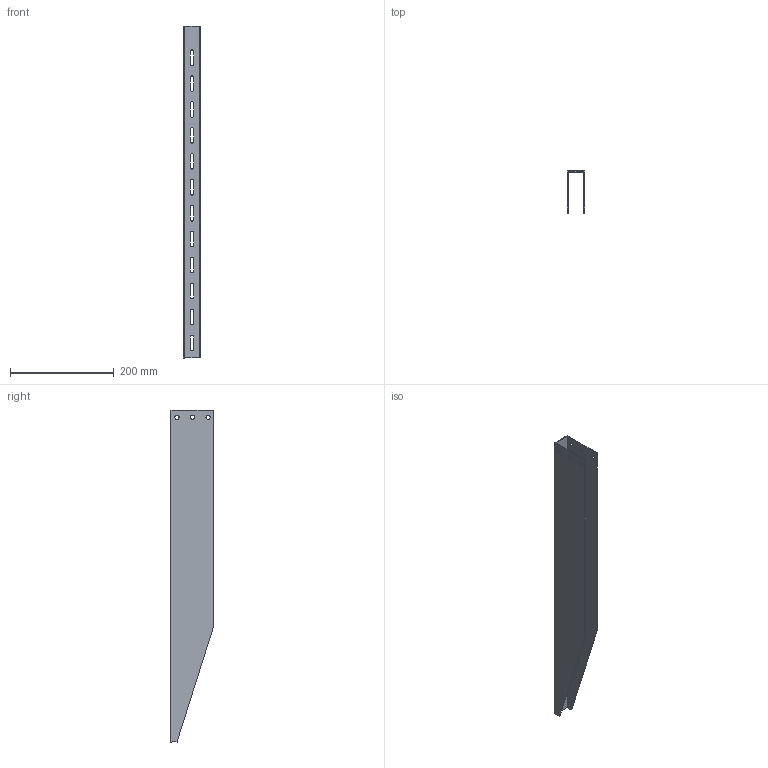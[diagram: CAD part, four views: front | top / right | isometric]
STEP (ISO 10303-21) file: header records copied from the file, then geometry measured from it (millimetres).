
FILE_DESCRIPTION(/* description */ (''),/* implementation_level */ '2;1');
FILE_NAME(/* name */ 'KBO600.ipt.stp',/* time_stamp */ '2023-05-17T16:24:27+03:00',/* author */ ('Ртищев А.О.'),/* organization */ (''),/* preprocessor_version */ 'ST-DEVELOPER v19.2',/* originating_system */ 'Autodesk Inventor 2023',/* authorisation */ '');
FILE_SCHEMA (('AUTOMOTIVE_DESIGN { 1 0 10303 214 3 1 1 }'));
Length unit declared in the file: millimetre
Products named in the file (1): Консоль без 
опоры 600 мм, KBO600
Bounding box: 34 x 82.06 x 640 mm (x, y, z)
Volume: 212398 mm3; surface area: 217439.7 mm2
Topology: 1 solids, 1 shells, 74 faces, 216 edges, 144 vertices
Faces by surface type: plane 44, cylinder 30
Full cylindrical faces by diameter (mm): 8.2 x6
Entity records: 2658 total; most frequent: CARTESIAN_POINT 435, ORIENTED_EDGE 432, DIRECTION 426, EDGE_CURVE 216, LINE 156, VECTOR 156, VERTEX_POINT 144, AXIS2_PLACEMENT_3D 135
